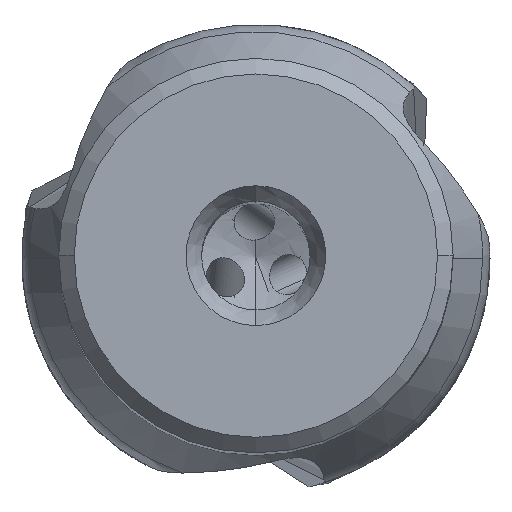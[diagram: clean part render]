
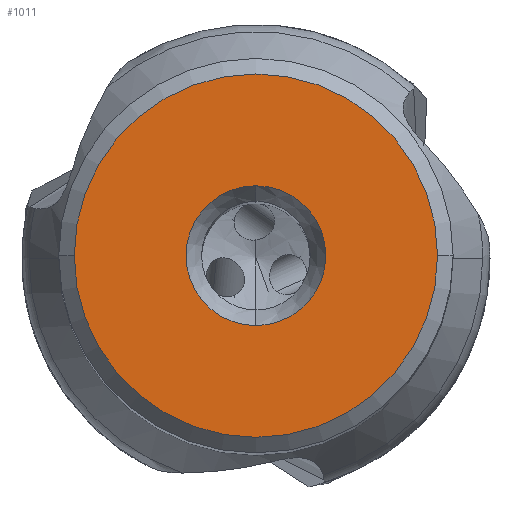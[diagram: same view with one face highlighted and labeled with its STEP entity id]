
A CAD part, top view. The second image highlights one B-rep face of the part: STEP entity #1011.
In plain terms, the highlighted planar face has unit normal (0, 0, 1).
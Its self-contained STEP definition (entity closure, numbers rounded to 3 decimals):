
#172=FACE_BOUND('',#1789,.T.);
#173=FACE_BOUND('',#1790,.T.);
#241=PLANE('',#6143);
#1011=ADVANCED_FACE('',(#172,#173),#241,.T.);
#1789=EDGE_LOOP('',(#3051,#3052,#3053));
#1790=EDGE_LOOP('',(#3054,#3055));
#2137=CIRCLE('',#6137,4.5);
#2138=CIRCLE('',#6139,11.7);
#2139=CIRCLE('',#6140,11.7);
#2140=CIRCLE('',#6141,11.7);
#2141=CIRCLE('',#6142,4.5);
#3051=ORIENTED_EDGE('',*,*,#5094,.F.);
#3052=ORIENTED_EDGE('',*,*,#5095,.F.);
#3053=ORIENTED_EDGE('',*,*,#5096,.F.);
#3054=ORIENTED_EDGE('',*,*,#5097,.F.);
#3055=ORIENTED_EDGE('',*,*,#5093,.F.);
#4402=VERTEX_POINT('',#12004);
#4403=VERTEX_POINT('',#12006);
#4404=VERTEX_POINT('',#12010);
#4405=VERTEX_POINT('',#12011);
#4406=VERTEX_POINT('',#12013);
#5093=EDGE_CURVE('',#4403,#4402,#2137,.T.);
#5094=EDGE_CURVE('',#4404,#4405,#2138,.T.);
#5095=EDGE_CURVE('',#4406,#4404,#2139,.T.);
#5096=EDGE_CURVE('',#4405,#4406,#2140,.T.);
#5097=EDGE_CURVE('',#4402,#4403,#2141,.T.);
#6137=AXIS2_PLACEMENT_3D('',#12007,#7161,#7162);
#6139=AXIS2_PLACEMENT_3D('',#12009,#7165,#7166);
#6140=AXIS2_PLACEMENT_3D('',#12012,#7167,#7168);
#6141=AXIS2_PLACEMENT_3D('',#12014,#7169,#7170);
#6142=AXIS2_PLACEMENT_3D('',#12015,#7171,#7172);
#6143=AXIS2_PLACEMENT_3D('',#12016,#7173,#7174);
#7161=DIRECTION('',(0.,0.,1.));
#7162=DIRECTION('',(0.,-1.,0.));
#7165=DIRECTION('',(0.,0.,-1.));
#7166=DIRECTION('',(-1.,0.,0.));
#7167=DIRECTION('',(0.,0.,-1.));
#7168=DIRECTION('',(0.,-1.,0.));
#7169=DIRECTION('',(0.,0.,-1.));
#7170=DIRECTION('',(1.,0.,0.));
#7171=DIRECTION('',(0.,0.,1.));
#7172=DIRECTION('',(0.,1.,0.));
#7173=DIRECTION('',(0.,0.,1.));
#7174=DIRECTION('',(-1.,0.,0.));
#12004=CARTESIAN_POINT('',(0.,4.5,0.));
#12006=CARTESIAN_POINT('',(0.,-4.5,0.));
#12007=CARTESIAN_POINT('',(0.,0.,0.));
#12009=CARTESIAN_POINT('',(0.,0.,0.));
#12010=CARTESIAN_POINT('',(-11.7,0.,0.));
#12011=CARTESIAN_POINT('',(11.7,0.,0.));
#12012=CARTESIAN_POINT('',(0.,0.,0.));
#12013=CARTESIAN_POINT('',(0.,-11.7,0.));
#12014=CARTESIAN_POINT('',(0.,0.,0.));
#12015=CARTESIAN_POINT('',(0.,0.,0.));
#12016=CARTESIAN_POINT('',(0.,0.001,0.));
